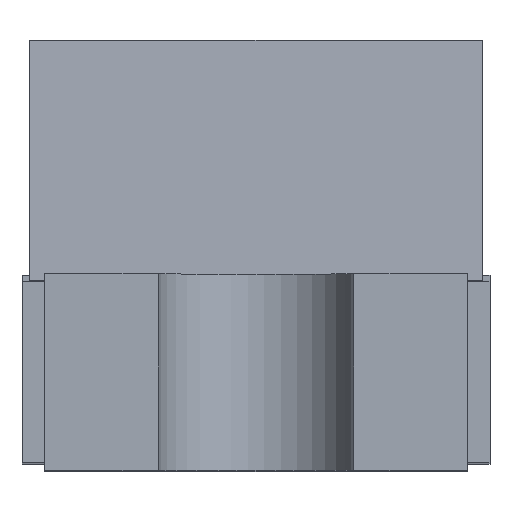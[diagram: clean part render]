
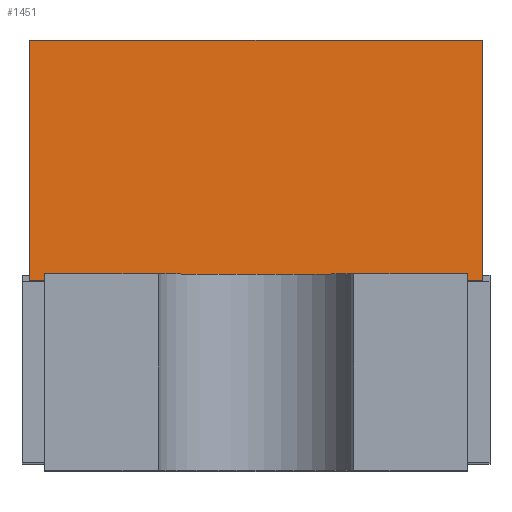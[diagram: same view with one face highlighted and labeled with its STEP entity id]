
A CAD part, top view. The second image highlights one B-rep face of the part: STEP entity #1451.
In plain terms, the highlighted planar face has unit normal (0, 0.052, 0.999).
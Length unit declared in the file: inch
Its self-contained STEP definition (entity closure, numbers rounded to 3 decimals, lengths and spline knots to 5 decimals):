
#1324=DIRECTION('',(1.,0.,0.));
#1325=VECTOR('',#1324,0.03);
#1326=CARTESIAN_POINT('',(-0.015,0.028,0.02066));
#1327=LINE('',#1326,#1325);
#1344=DIRECTION('',(0.,0.999,-0.052));
#1345=VECTOR('',#1344,0.01592);
#1346=CARTESIAN_POINT('',(-0.015,0.0121,0.02149));
#1347=LINE('',#1346,#1345);
#1348=DIRECTION('',(1.,0.,0.));
#1349=VECTOR('',#1348,0.03);
#1350=CARTESIAN_POINT('',(-0.015,0.0121,0.02149));
#1351=LINE('',#1350,#1349);
#1356=DIRECTION('',(0.,0.999,-0.052));
#1357=VECTOR('',#1356,0.01592);
#1358=CARTESIAN_POINT('',(0.015,0.0121,0.02149));
#1359=LINE('',#1358,#1357);
#1365=CARTESIAN_POINT('',(-0.015,0.028,0.02066));
#1367=VERTEX_POINT('',#1365);
#1368=CARTESIAN_POINT('',(0.015,0.028,0.02066));
#1370=VERTEX_POINT('',#1368);
#1373=CARTESIAN_POINT('',(-0.015,0.0121,0.02149));
#1375=VERTEX_POINT('',#1373);
#1377=CARTESIAN_POINT('',(0.015,0.0121,0.02149));
#1379=VERTEX_POINT('',#1377);
#1439=CARTESIAN_POINT('',(-1.01591,0.012,0.0215));
#1440=DIRECTION('',(0.,0.052,0.999));
#1441=DIRECTION('',(1.,0.,0.));
#1442=AXIS2_PLACEMENT_3D('',#1439,#1440,#1441);
#1443=PLANE('',#1442);
#1444=ORIENTED_EDGE('',*,*,#1418,.F.);
#1445=ORIENTED_EDGE('',*,*,#1434,.T.);
#1446=ORIENTED_EDGE('',*,*,#1389,.T.);
#1448=ORIENTED_EDGE('',*,*,#1447,.F.);
#1449=EDGE_LOOP('',(#1444,#1445,#1446,#1448));
#1450=FACE_OUTER_BOUND('',#1449,.F.);
#1451=ADVANCED_FACE('',(#1450),#1443,.T.);
#1389=EDGE_CURVE('',#1367,#1370,#1327,.T.);
#1418=EDGE_CURVE('',#1375,#1379,#1351,.T.);
#1434=EDGE_CURVE('',#1375,#1367,#1347,.T.);
#1447=EDGE_CURVE('',#1379,#1370,#1359,.T.);
